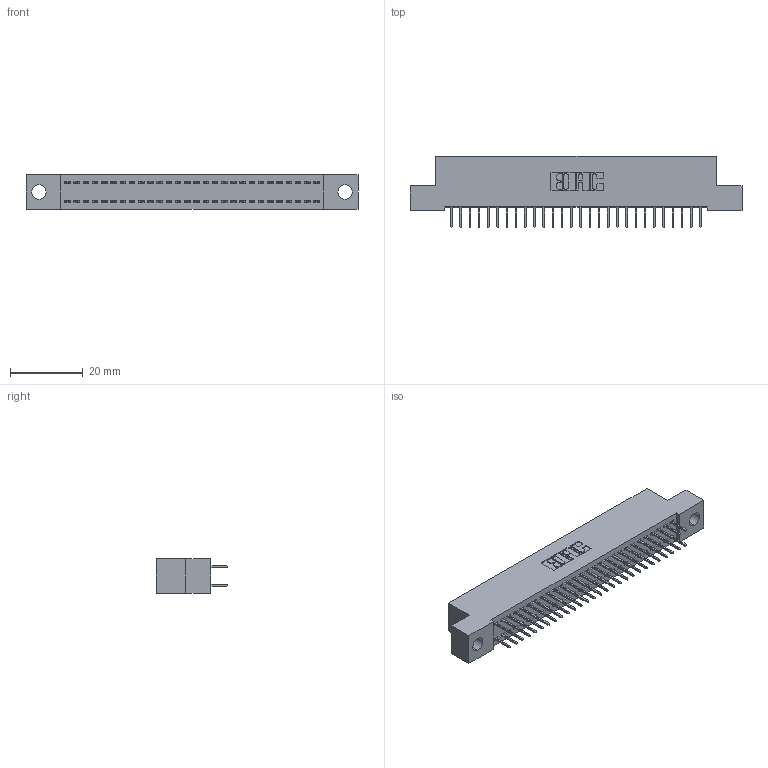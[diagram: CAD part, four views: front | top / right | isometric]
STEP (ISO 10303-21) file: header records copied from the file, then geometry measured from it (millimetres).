
FILE_DESCRIPTION (( 'STEP AP203' ), '1' );
FILE_NAME ('342-056-524-204.STEP', '2019-10-03T11:19:07', ( '' ), ( '' ), 'SwSTEP 2.0', 'SolidWorks 2016', '' );
FILE_SCHEMA (( 'CONFIG_CONTROL_DESIGN' ));
Length unit declared in the file: inch
Products named in the file (3): 342 Part_.156 TH; 345-292-001_345-293-124; 342-056-524-204
Assembly tree (57 placements, depth 2):
  342-056-524-204
    342 Part_.156 TH
    345-292-001_345-293-124  x56
Bounding box: 91.44 x 19.69 x 9.4 mm (x, y, z)
Volume: 7977.8 mm3; surface area: 12244.7 mm2
Topology: 57 solids, 57 shells, 3246 faces, 9203 edges, 5910 vertices
Faces by surface type: plane 2418, cylinder 828
Entity records: 19769 total; most frequent: CARTESIAN_POINT 3290, ORIENTED_EDGE 3226, DIRECTION 2837, EDGE_CURVE 1613, LINE 1489, VECTOR 1489, VERTEX_POINT 1070, AXIS2_PLACEMENT_3D 674
